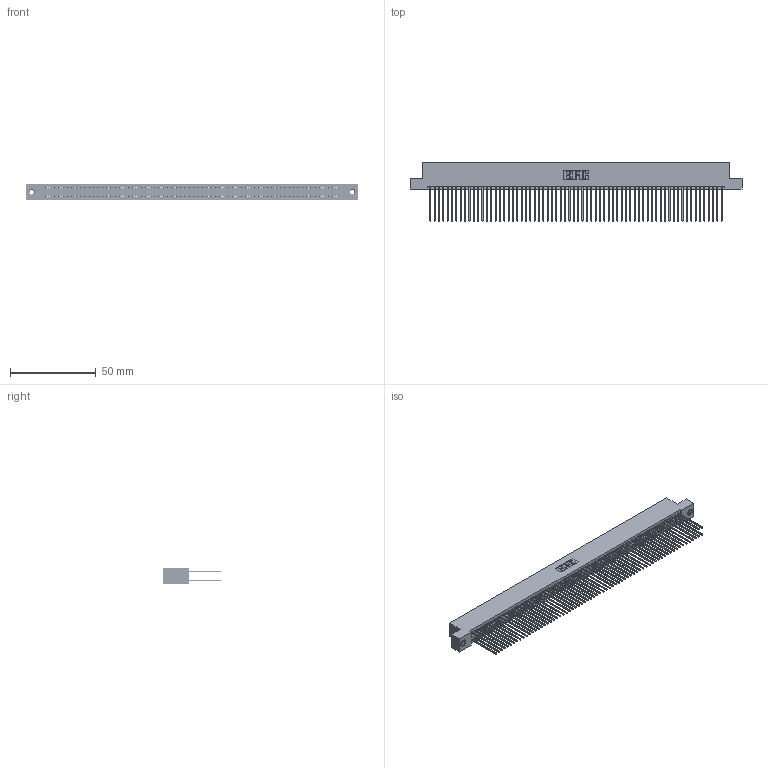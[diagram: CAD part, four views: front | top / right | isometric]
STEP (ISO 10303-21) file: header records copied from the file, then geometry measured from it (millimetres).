
FILE_DESCRIPTION (( 'STEP AP203' ), '1' );
FILE_NAME ('345-136-541-207.STEP', '2019-11-08T08:33:59', ( '' ), ( '' ), 'SwSTEP 2.0', 'SolidWorks 2016', '' );
FILE_SCHEMA (( 'CONFIG_CONTROL_DESIGN' ));
Length unit declared in the file: inch
Products named in the file (4): 345-292-001_345-293-141; 345 Part_Flush Mounting Lugs - 0.156 Dia-TI; 345-250-001_345-250-005-103; 345-136-541-207
Assembly tree (139 placements, depth 2):
  345-136-541-207
    345 Part_Flush Mounting Lugs - 0.156 Dia-TI
    345-292-001_345-293-141  x136
    345-250-001_345-250-005-103  x2
Bounding box: 193.93 x 33.96 x 9.4 mm (x, y, z)
Volume: 19846.5 mm3; surface area: 33535.8 mm2
Topology: 139 solids, 139 shells, 6986 faces, 20741 edges, 13638 vertices
Faces by surface type: plane 4600, cylinder 2370, cone 12, torus 4
Entity records: 51058 total; most frequent: CARTESIAN_POINT 8515, ORIENTED_EDGE 8442, DIRECTION 7503, EDGE_CURVE 4221, VECTOR 3797, LINE 3797, VERTEX_POINT 2808, AXIS2_PLACEMENT_3D 1853
